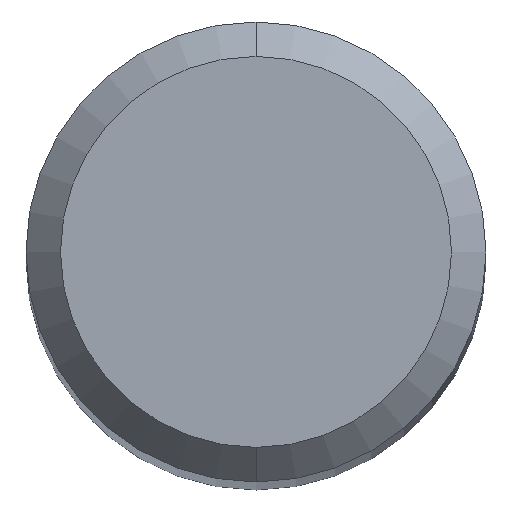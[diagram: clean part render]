
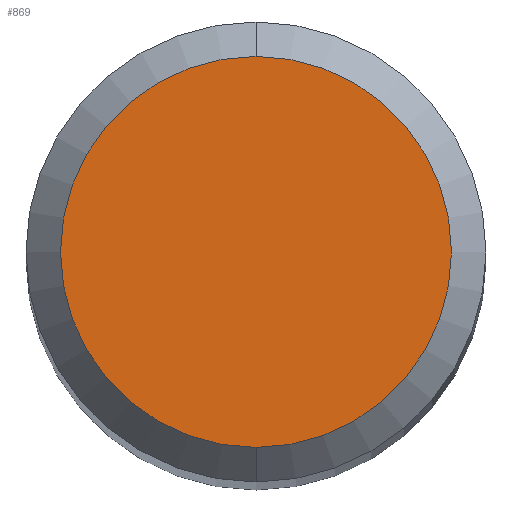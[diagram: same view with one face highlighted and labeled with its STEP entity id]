
A CAD part, top view. The second image highlights one B-rep face of the part: STEP entity #869.
In plain terms, the highlighted planar face has unit normal (0, 0, 1).
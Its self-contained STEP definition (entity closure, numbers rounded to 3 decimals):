
#399=EDGE_CURVE('',#701,#809,#1079,.T.);
#459=EDGE_CURVE('',#809,#701,#1142,.T.);
#701=VERTEX_POINT('',#1405);
#809=VERTEX_POINT('',#1522);
#869=ADVANCED_FACE('',(#1588),#1589,.T.);
#1079=CIRCLE('',#1868,1.7);
#1142=CIRCLE('',#2179,1.7);
#1405=CARTESIAN_POINT('',(0.0,1.7,0.0));
#1522=CARTESIAN_POINT('',(0.,-1.7,0.0));
#1588=FACE_OUTER_BOUND('',#3901,.T.);
#1589=PLANE('',#3902);
#1868=AXIS2_PLACEMENT_3D('',#4826,#4827,#4828);
#2179=AXIS2_PLACEMENT_3D('',#4859,#4860,#4861);
#3901=EDGE_LOOP('',(#5308,#5309));
#3902=AXIS2_PLACEMENT_3D('',#5310,#5311,#5312);
#4826=CARTESIAN_POINT('',(0.0,0.0,0.0));
#4827=DIRECTION('',(0.0,0.0,-1.0));
#4828=DIRECTION('',(0.0,1.0,0.0));
#4859=CARTESIAN_POINT('',(0.0,0.0,0.0));
#4860=DIRECTION('',(0.0,0.0,-1.0));
#4861=DIRECTION('',(0.0,1.0,0.0));
#5308=ORIENTED_EDGE('',*,*,#399,.F.);
#5309=ORIENTED_EDGE('',*,*,#459,.F.);
#5310=CARTESIAN_POINT('',(0.0,0.85,0.0));
#5311=DIRECTION('',(-0.0,0.0,1.0));
#5312=DIRECTION('',(0.0,-1.0,0.0));
